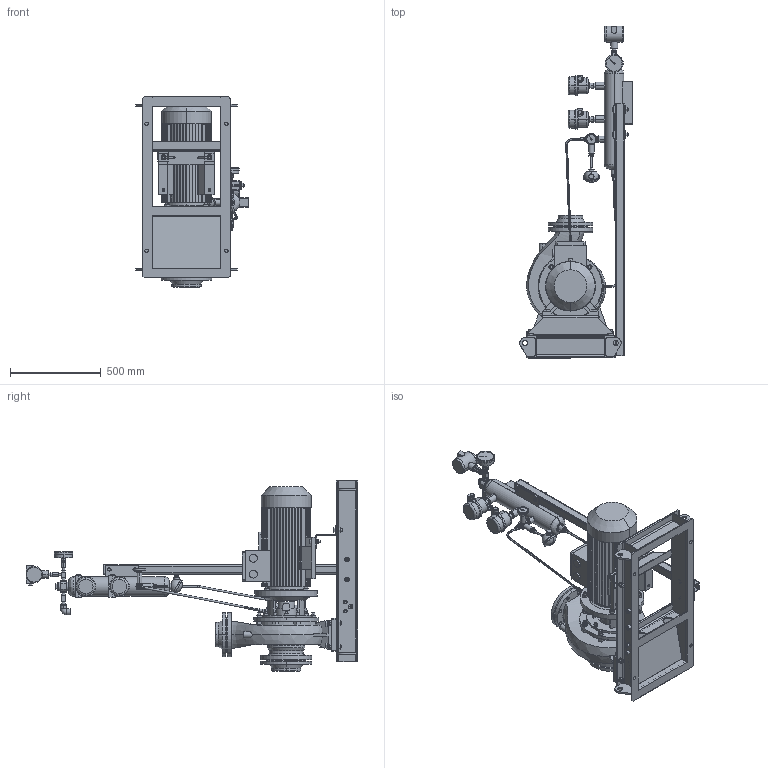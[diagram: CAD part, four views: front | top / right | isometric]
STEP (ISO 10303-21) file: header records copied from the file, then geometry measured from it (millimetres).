
FILE_DESCRIPTION (( 'STEP AP203' ), '1' );
FILE_NAME ('221-223-55Ò-ÐÑ2-49-02.step', '2023-07-26T16:27:16', ( 'adb' ), ( '' ), 'SwSTEP 2.0', 'SolidWorks 2016', '' );
FILE_SCHEMA (( 'CONFIG_CONTROL_DESIGN' ));
Products named in the file (1): 221-223-55Ò-ÐÑ2-49-02
Bounding box: 620.8 x 1830.5 x 1052 mm (x, y, z)
Volume: 69054666.8 mm3; surface area: 6949400.2 mm2
Topology: 30 solids, 52 shells, 3437 faces, 8678 edges, 5578 vertices
Faces by surface type: plane 1770, cylinder 1246, cone 308, torus 65, bspline 38, sphere 10
Entity records: 119729 total; most frequent: CARTESIAN_POINT 36091, DIRECTION 17646, ORIENTED_EDGE 17324, EDGE_CURVE 8662, AXIS2_PLACEMENT_3D 6674, VERTEX_POINT 5572, VECTOR 4298, LINE 4298
